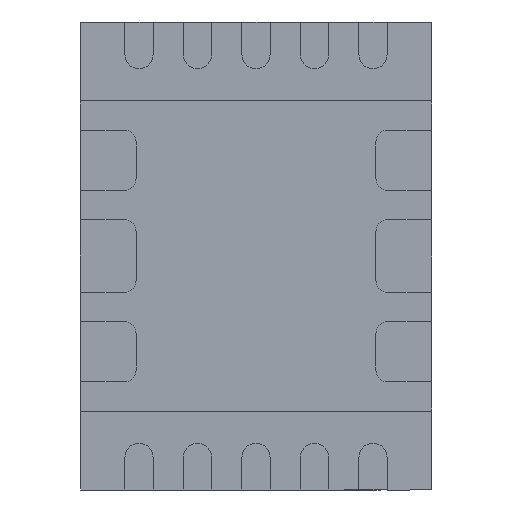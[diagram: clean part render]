
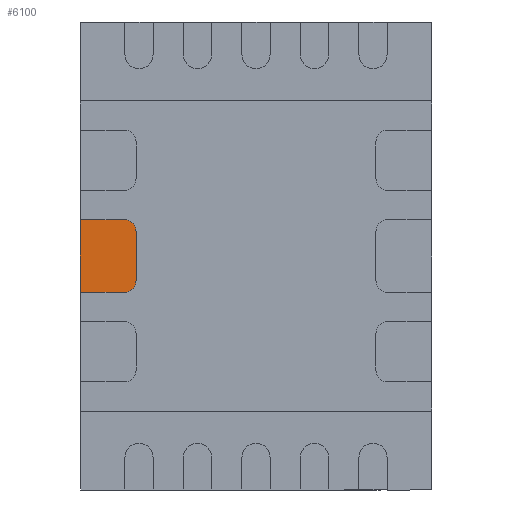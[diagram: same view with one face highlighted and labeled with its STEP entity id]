
A CAD part, front view. The second image highlights one B-rep face of the part: STEP entity #6100.
In plain terms, the highlighted planar face has unit normal (0, -1, 0).
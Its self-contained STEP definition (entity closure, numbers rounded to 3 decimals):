
#30 = CARTESIAN_POINT ( 'NONE',  ( 0., 0.05, 0. ) ) ;
#35 = CIRCLE ( 'NONE', #4195, 0.1 ) ;
#278 = AXIS2_PLACEMENT_3D ( 'NONE', #30, #4905, #1915 ) ;
#395 = VERTEX_POINT ( 'NONE', #4979 ) ;
#400 = CARTESIAN_POINT ( 'NONE',  ( -0.21, 0.05, 1.025 ) ) ;
#403 = ORIENTED_EDGE ( 'NONE', *, *, #5297, .F. ) ;
#701 = DIRECTION ( 'NONE',  ( -1., 0., 0. ) ) ;
#798 = EDGE_CURVE ( 'NONE', #2994, #813, #4481, .T. ) ;
#813 = VERTEX_POINT ( 'NONE', #2575 ) ;
#848 = CARTESIAN_POINT ( 'NONE',  ( -0.31, 0.05, 1.125 ) ) ;
#968 = EDGE_CURVE ( 'NONE', #5681, #2994, #3278, .T. ) ;
#1226 = VERTEX_POINT ( 'NONE', #6459 ) ;
#1263 = ORIENTED_EDGE ( 'NONE', *, *, #2633, .F. ) ;
#1320 = CARTESIAN_POINT ( 'NONE',  ( -2., 0.05, 1.5 ) ) ;
#1525 = PLANE ( 'NONE',  #278 ) ;
#1545 = EDGE_CURVE ( 'NONE', #6422, #5681, #4550, .T. ) ;
#1762 = VECTOR ( 'NONE', #2854, 1000. ) ;
#1781 = EDGE_LOOP ( 'NONE', ( #403, #6098, #4521, #2272, #5239, #1263 ) ) ;
#1915 = DIRECTION ( 'NONE',  ( -1., 0., 0. ) ) ;
#2050 = CARTESIAN_POINT ( 'NONE',  ( -0.31, 0.05, 1.125 ) ) ;
#2178 = DIRECTION ( 'NONE',  ( 0., 1., 0. ) ) ;
#2263 = CARTESIAN_POINT ( 'NONE',  ( 0.21, 0.05, 1.125 ) ) ;
#2272 = ORIENTED_EDGE ( 'NONE', *, *, #1545, .F. ) ;
#2410 = FACE_OUTER_BOUND ( 'NONE', #1781, .T. ) ;
#2458 = AXIS2_PLACEMENT_3D ( 'NONE', #5187, #2178, #701 ) ;
#2575 = CARTESIAN_POINT ( 'NONE',  ( -0.31, 0.05, 1.5 ) ) ;
#2578 = VECTOR ( 'NONE', #4330, 1000. ) ;
#2633 = EDGE_CURVE ( 'NONE', #1226, #395, #4757, .T. ) ;
#2817 = DIRECTION ( 'NONE',  ( 0., 1., 0. ) ) ;
#2854 = DIRECTION ( 'NONE',  ( 0., 0., -1. ) ) ;
#2974 = EDGE_CURVE ( 'NONE', #395, #6422, #35, .T. ) ;
#2994 = VERTEX_POINT ( 'NONE', #848 ) ;
#3278 = CIRCLE ( 'NONE', #2458, 0.1 ) ;
#3812 = LINE ( 'NONE', #1320, #2578 ) ;
#3843 = CARTESIAN_POINT ( 'NONE',  ( 0.31, 0.05, 1.125 ) ) ;
#4020 = DIRECTION ( 'NONE',  ( -1., 0., 0. ) ) ;
#4044 = DIRECTION ( 'NONE',  ( 0., 0., 1. ) ) ;
#4195 = AXIS2_PLACEMENT_3D ( 'NONE', #2263, #2817, #5238 ) ;
#4330 = DIRECTION ( 'NONE',  ( 1., 0., 0. ) ) ;
#4481 = LINE ( 'NONE', #2050, #6392 ) ;
#4521 = ORIENTED_EDGE ( 'NONE', *, *, #968, .F. ) ;
#4550 = LINE ( 'NONE', #5076, #5143 ) ;
#4757 = LINE ( 'NONE', #3843, #1762 ) ;
#4905 = DIRECTION ( 'NONE',  ( 0., 1., 0. ) ) ;
#4979 = CARTESIAN_POINT ( 'NONE',  ( 0.31, 0.05, 1.125 ) ) ;
#5076 = CARTESIAN_POINT ( 'NONE',  ( 0.21, 0.05, 1.025 ) ) ;
#5143 = VECTOR ( 'NONE', #4020, 1000. ) ;
#5187 = CARTESIAN_POINT ( 'NONE',  ( -0.21, 0.05, 1.125 ) ) ;
#5238 = DIRECTION ( 'NONE',  ( 1., 0., 0. ) ) ;
#5239 = ORIENTED_EDGE ( 'NONE', *, *, #2974, .F. ) ;
#5297 = EDGE_CURVE ( 'NONE', #813, #1226, #3812, .T. ) ;
#5681 = VERTEX_POINT ( 'NONE', #400 ) ;
#5702 = CARTESIAN_POINT ( 'NONE',  ( 0.21, 0.05, 1.025 ) ) ;
#6098 = ORIENTED_EDGE ( 'NONE', *, *, #798, .F. ) ;
#6100 = ADVANCED_FACE ( 'NONE', ( #2410 ), #1525, .F. ) ;
#6392 = VECTOR ( 'NONE', #4044, 1000. ) ;
#6422 = VERTEX_POINT ( 'NONE', #5702 ) ;
#6459 = CARTESIAN_POINT ( 'NONE',  ( 0.31, 0.05, 1.5 ) ) ;
